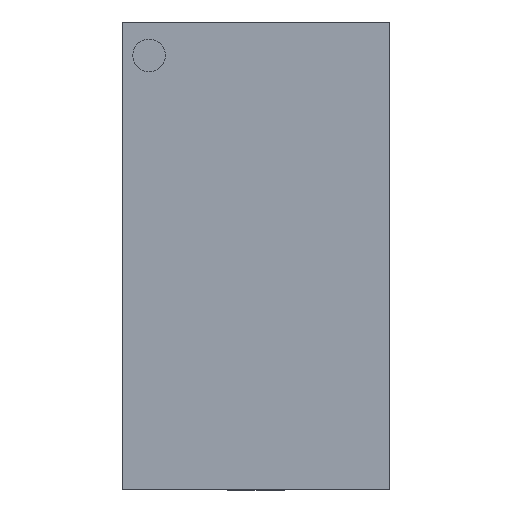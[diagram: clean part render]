
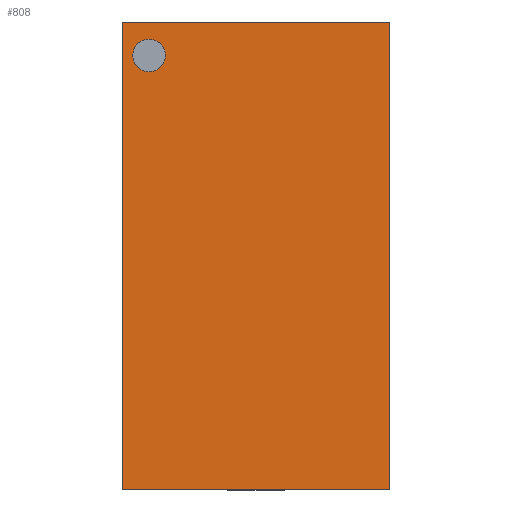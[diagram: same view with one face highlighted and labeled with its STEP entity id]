
A CAD part, top view. The second image highlights one B-rep face of the part: STEP entity #808.
In plain terms, the highlighted planar face has unit normal (0, 0, 1).
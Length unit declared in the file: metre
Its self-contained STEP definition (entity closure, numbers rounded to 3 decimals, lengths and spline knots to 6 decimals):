
#704 = EDGE_CURVE( '', #1769, #1770, #1771, .T. );
#766 = EDGE_CURVE( '', #1926, #1769, #1927, .T. );
#806 = EDGE_CURVE( '', #1993, #1993, #1994, .T. );
#808 = ADVANCED_FACE( '', ( #1996, #1997 ), #1998, .F. );
#874 = EDGE_CURVE( '', #1770, #1345, #2106, .T. );
#1108 = EDGE_CURVE( '', #1345, #1926, #2505, .T. );
#1345 = VERTEX_POINT( '', #2925 );
#1769 = VERTEX_POINT( '', #3416 );
#1770 = VERTEX_POINT( '', #3417 );
#1771 = LINE( '', #3418, #3419 );
#1926 = VERTEX_POINT( '', #3590 );
#1927 = LINE( '', #3591, #3592 );
#1993 = VERTEX_POINT( '', #3671 );
#1994 = CIRCLE( '', #3672, 0.000487 );
#1996 = FACE_OUTER_BOUND( '', #3674, .T. );
#1997 = FACE_BOUND( '', #3675, .T. );
#1998 = PLANE( '', #3676 );
#2106 = LINE( '', #3808, #3809 );
#2505 = LINE( '', #4273, #4274 );
#2925 = CARTESIAN_POINT( '', ( -0.004, 0.007, 0.000984 ) );
#3416 = CARTESIAN_POINT( '', ( 0.004, -0.007, 0.000984 ) );
#3417 = CARTESIAN_POINT( '', ( -0.004, -0.007, 0.000984 ) );
#3418 = CARTESIAN_POINT( '', ( -0.00225, -0.007, 0.000984 ) );
#3419 = VECTOR( '', #5291, 1. );
#3590 = CARTESIAN_POINT( '', ( 0.004, 0.007, 0.000984 ) );
#3591 = CARTESIAN_POINT( '', ( 0.004, -0.0035, 0.000984 ) );
#3592 = VECTOR( '', #5479, 1. );
#3671 = CARTESIAN_POINT( '', ( -0.003687, 0.006, 0.000984 ) );
#3672 = AXIS2_PLACEMENT_3D( '', #5559, #5560, #5561 );
#3674 = EDGE_LOOP( '', ( #5563, #5564, #5565, #5566 ) );
#3675 = EDGE_LOOP( '', ( #5567 ) );
#3676 = AXIS2_PLACEMENT_3D( '', #5568, #5569, #5570 );
#3808 = CARTESIAN_POINT( '', ( -0.004, -0.0035, 0.000984 ) );
#3809 = VECTOR( '', #5696, 1. );
#4273 = CARTESIAN_POINT( '', ( -0.00225, 0.007, 0.000984 ) );
#4274 = VECTOR( '', #6216, 1. );
#5291 = DIRECTION( '', ( -1., 0., 0. ) );
#5479 = DIRECTION( '', ( 0., -1., 0. ) );
#5559 = CARTESIAN_POINT( '', ( -0.0032, 0.006, 0.000984 ) );
#5560 = DIRECTION( '', ( 0., 0., -1. ) );
#5561 = DIRECTION( '', ( -1., 0., 0. ) );
#5563 = ORIENTED_EDGE( '', *, *, #704, .F. );
#5564 = ORIENTED_EDGE( '', *, *, #766, .F. );
#5565 = ORIENTED_EDGE( '', *, *, #1108, .F. );
#5566 = ORIENTED_EDGE( '', *, *, #874, .F. );
#5567 = ORIENTED_EDGE( '', *, *, #806, .T. );
#5568 = CARTESIAN_POINT( '', ( 0., 0., 0.000984 ) );
#5569 = DIRECTION( '', ( 0., 0., -1. ) );
#5570 = DIRECTION( '', ( 0., -1., 0. ) );
#5696 = DIRECTION( '', ( 0., 1., 0. ) );
#6216 = DIRECTION( '', ( 1., 0., 0. ) );
